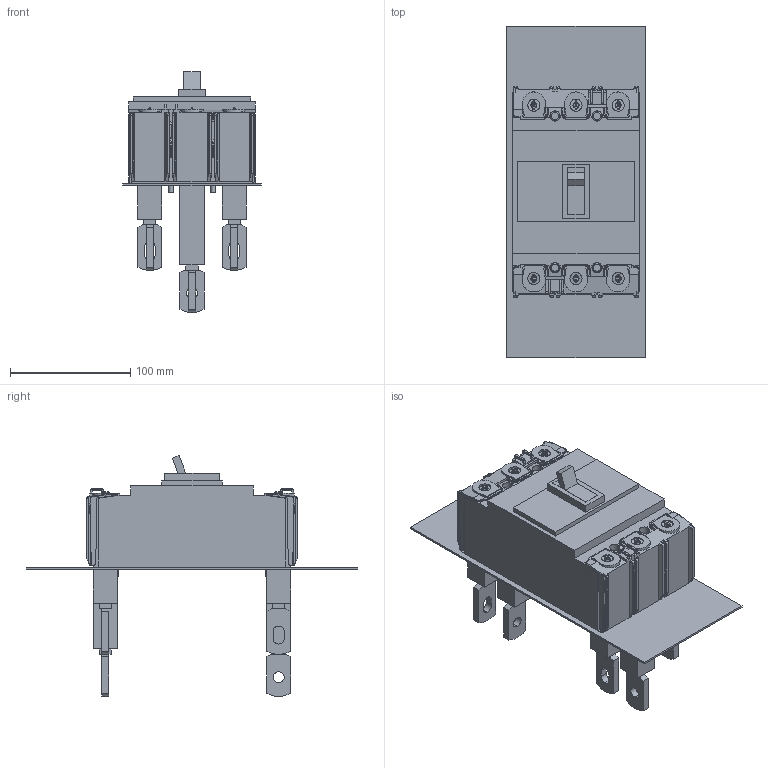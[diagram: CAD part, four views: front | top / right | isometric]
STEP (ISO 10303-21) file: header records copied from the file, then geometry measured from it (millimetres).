
FILE_DESCRIPTION(('CoCreate Modeling STEP Export'),'2;1');
FILE_NAME('ＰＶＳ２５０ＳＤＬ３Ｒ.stp','2016-03-30T17:26:03',(''),(''),'CoCreate Modeling STEP processor for AP214 (Solid Model)','CoCreate Modeling 17.0 01-Apr-2010 (C) Parametric Technology GmbH','');
FILE_SCHEMA(('AUTOMOTIVE_DESIGN { 1 0 10303 214 1 1 1 1 }'));
Length unit declared in the file: millimetre
Products named in the file (10): P9.1; P6.3; P3.5; P1; P4.1; P2; P5.1.1; P8.1; P5; ＰＶＳ２５０ＳＤＬ３Ｒ
Assembly tree (26 placements, depth 2):
  ＰＶＳ２５０ＳＤＬ３Ｒ
    P5
    P8.1  x2
    P9.1  x4
    P5.1.1
    P3.5  x6
    P4.1  x6
    P2
    P1
    P6.3  x4
Bounding box: 115 x 275 x 200.09 mm (x, y, z)
Volume: 1257669.5 mm3; surface area: 247026.1 mm2
Topology: 26 solids, 26 shells, 1403 faces, 3712 edges, 2402 vertices
Faces by surface type: plane 871, cylinder 412, torus 60, bspline 56, sphere 4
Entity records: 46544 total; most frequent: CARTESIAN_POINT 17173, ORIENTED_EDGE 6380, DIRECTION 5461, EDGE_CURVE 3190, VECTOR 2193, LINE 2193, VERTEX_POINT 2060, AXIS2_PLACEMENT_3D 1634
